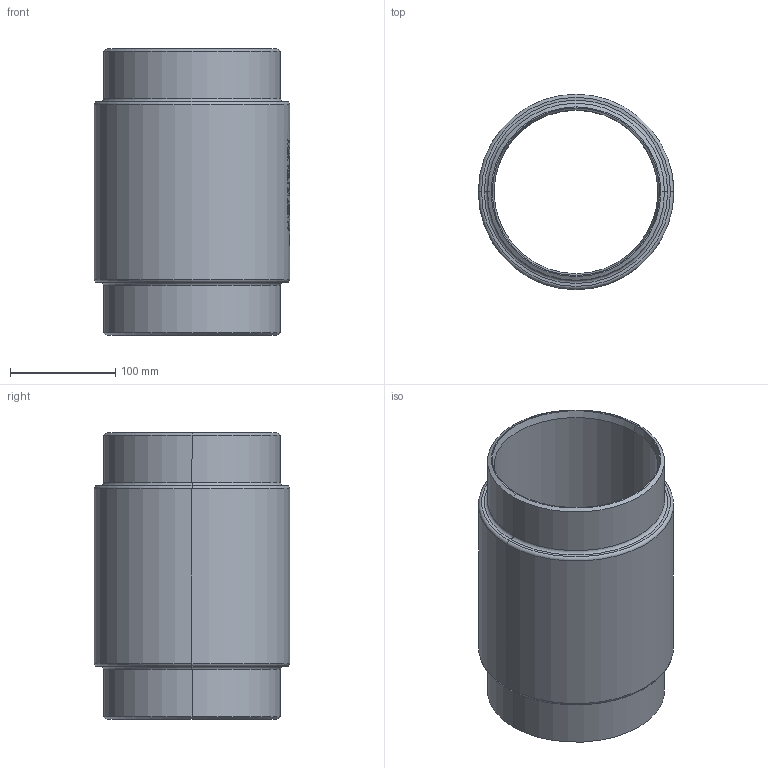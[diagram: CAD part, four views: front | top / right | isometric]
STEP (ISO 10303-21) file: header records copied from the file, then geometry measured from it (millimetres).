
FILE_DESCRIPTION (( 'STEP AP214' ), '1' );
FILE_NAME ('7110000_DN150_ PN25 51420179.STEP', '2022-03-21T08:28:45', ( 'axxx' ), ( 'Hewlett-Packard Company' ), 'SwSTEP 2.0', 'SolidWorks 2019', '' );
FILE_SCHEMA (( 'AUTOMOTIVE_DESIGN' ));
Length unit declared in the file: millimetre
Products named in the file (1): 7110000_DN150_ PN25 51420179
Bounding box: 185.7 x 185.7 x 272 mm (x, y, z)
Volume: 1692311.1 mm3; surface area: 301932.2 mm2
Topology: 1 solids, 1 shells, 496 faces, 1280 edges, 848 vertices
Faces by surface type: plane 253, bspline 201, cylinder 26, torus 8, cone 8
Entity records: 27247 total; most frequent: CARTESIAN_POINT 16528, ORIENTED_EDGE 2560, DIRECTION 1525, EDGE_CURVE 1280, VERTEX_POINT 848, LINE 725, VECTOR 725, EDGE_LOOP 560
